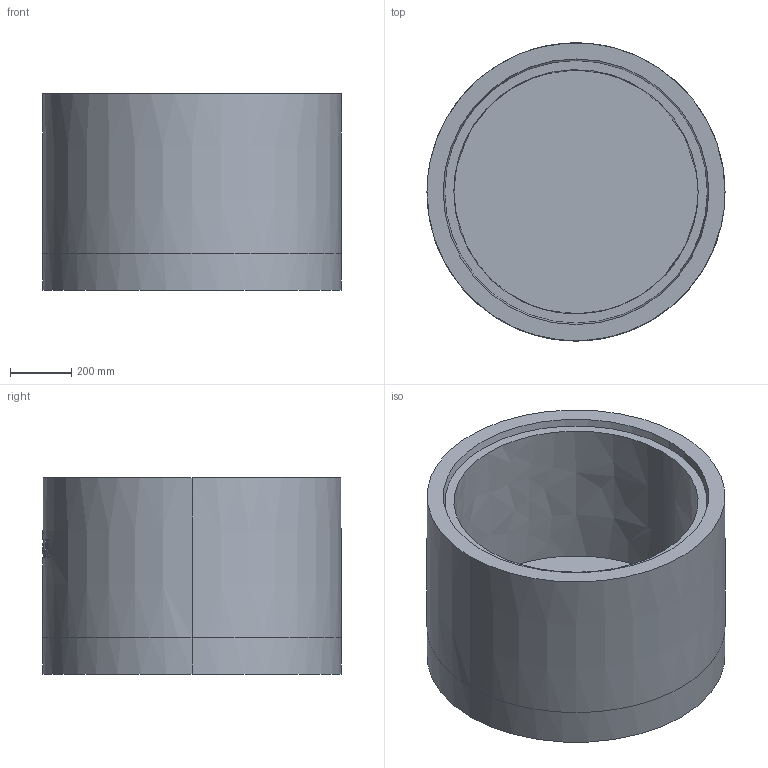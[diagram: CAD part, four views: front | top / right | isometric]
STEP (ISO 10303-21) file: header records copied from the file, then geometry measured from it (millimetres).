
FILE_DESCRIPTION (( 'STEP AP203' ), '1' );
FILE_NAME ('Rudus 3008053 UL-pohjarengas 800x500.step', '2020-03-10T20:46:22', ( '' ), ( '' ), 'SwSTEP 2.0', 'SolidWorks 2019', '' );
FILE_SCHEMA (( 'CONFIG_CONTROL_DESIGN' ));
Length unit declared in the file: millimetre
Products named in the file (2): EK-osa-kaivorunko_UL-pohjarengas; Rudus 3008053 UL-pohjarengas 800x500
Assembly tree (1 placements, depth 2):
  Rudus 3008053 UL-pohjarengas 800x500
    EK-osa-kaivorunko_UL-pohjarengas
Bounding box: 976 x 976 x 643 mm (x, y, z)
Volume: 216208955 mm3; surface area: 4779473.9 mm2
Topology: 1 solids, 1 shells, 89 faces, 254 edges, 176 vertices
Faces by surface type: bspline 81, plane 4, cone 2, cylinder 2
Entity records: 21601 total; most frequent: CARTESIAN_POINT 19727, ORIENTED_EDGE 508, EDGE_CURVE 254, B_SPLINE_CURVE_WITH_KNOTS 224, VERTEX_POINT 176, EDGE_LOOP 98, ADVANCED_FACE 89, FACE_OUTER_BOUND 89
